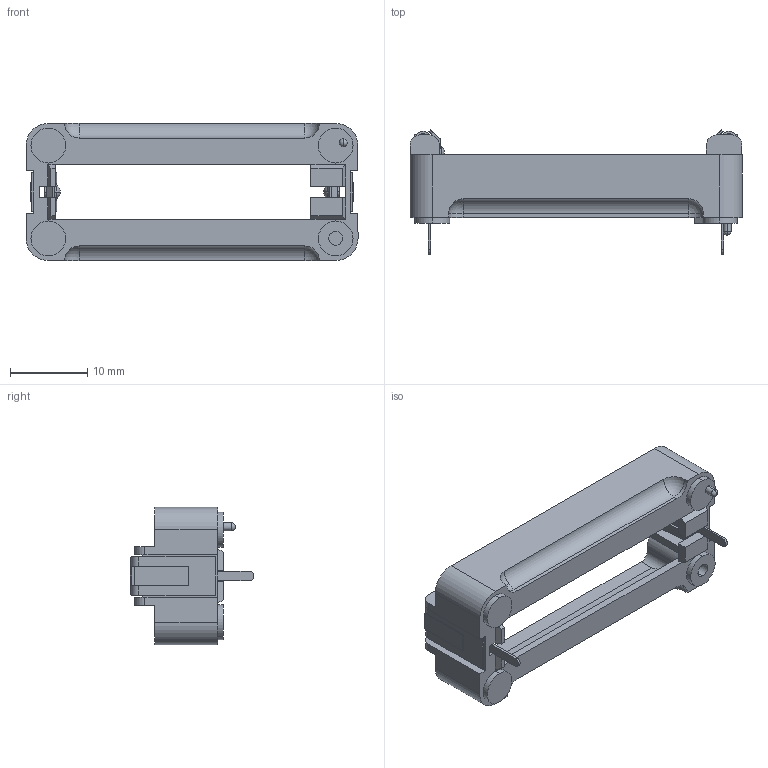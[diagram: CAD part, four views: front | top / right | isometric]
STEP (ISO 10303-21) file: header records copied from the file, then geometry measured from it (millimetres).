
FILE_DESCRIPTION (( 'STEP AP214' ), '1' );
FILE_NAME ('BH123A.STEP', '2020-05-11T17:58:14', ( '' ), ( '' ), 'SwSTEP 2.0', 'SolidWorks 2017', '' );
FILE_SCHEMA (( 'AUTOMOTIVE_DESIGN' ));
Length unit declared in the file: millimetre
Products named in the file (1): BH123A
Bounding box: 43 x 16.06 x 17.78 mm (x, y, z)
Volume: 1735.6 mm3; surface area: 3656.4 mm2
Topology: 3 solids, 3 shells, 253 faces, 671 edges, 420 vertices
Faces by surface type: plane 162, cylinder 77, sphere 8, torus 6
Entity records: 7828 total; most frequent: CARTESIAN_POINT 1384, DIRECTION 1344, ORIENTED_EDGE 1334, EDGE_CURVE 667, LINE 488, VECTOR 488, AXIS2_PLACEMENT_3D 428, VERTEX_POINT 420
